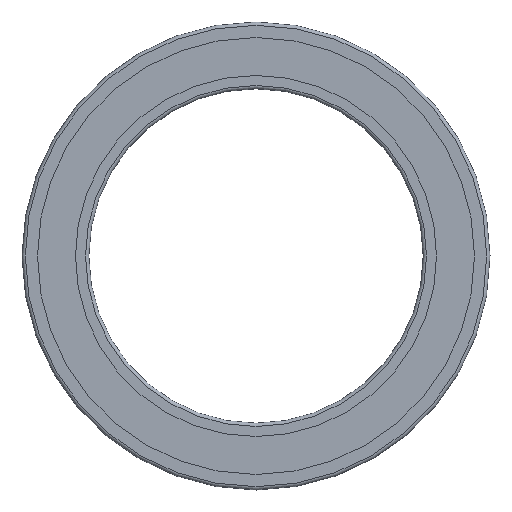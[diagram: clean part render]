
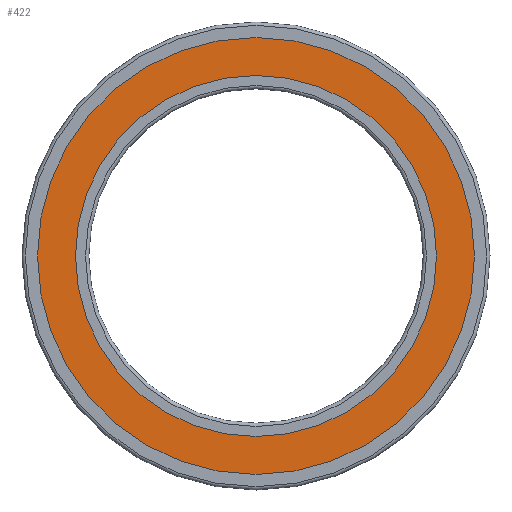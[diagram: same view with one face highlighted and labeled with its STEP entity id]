
A CAD part, left-side view. The second image highlights one B-rep face of the part: STEP entity #422.
In plain terms, the highlighted face is planar.
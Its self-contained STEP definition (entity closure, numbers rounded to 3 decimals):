
#122=ORIENTED_EDGE('',*,*,#185,.T.);
#123=ORIENTED_EDGE('',*,*,#184,.F.);
#184=EDGE_CURVE('',#216,#216,#249,.T.);
#185=EDGE_CURVE('',#217,#217,#250,.T.);
#216=VERTEX_POINT('',#768);
#217=VERTEX_POINT('',#771);
#249=CIRCLE('',#516,16.2);
#250=CIRCLE('',#518,19.61);
#283=EDGE_LOOP('',(#122));
#284=EDGE_LOOP('',(#123));
#347=FACE_BOUND('',#283,.T.);
#348=FACE_BOUND('',#284,.T.);
#409=PLANE('',#517);
#422=ADVANCED_FACE('',(#347,#348),#409,.T.);
#516=AXIS2_PLACEMENT_3D('',#767,#604,#605);
#517=AXIS2_PLACEMENT_3D('',#769,#606,#607);
#518=AXIS2_PLACEMENT_3D('',#770,#608,#609);
#604=DIRECTION('',(1.,0.,0.));
#605=DIRECTION('',(0.,0.,-1.));
#606=DIRECTION('',(1.,0.,0.));
#607=DIRECTION('',(0.,0.,-1.));
#608=DIRECTION('',(1.,0.,0.));
#609=DIRECTION('',(0.,0.,-1.));
#767=CARTESIAN_POINT('',(0.242,0.,0.));
#768=CARTESIAN_POINT('',(0.242,0.,-16.2));
#769=CARTESIAN_POINT('',(0.242,16.2,0.));
#770=CARTESIAN_POINT('',(0.242,0.,0.));
#771=CARTESIAN_POINT('',(0.242,0.,-19.61));
